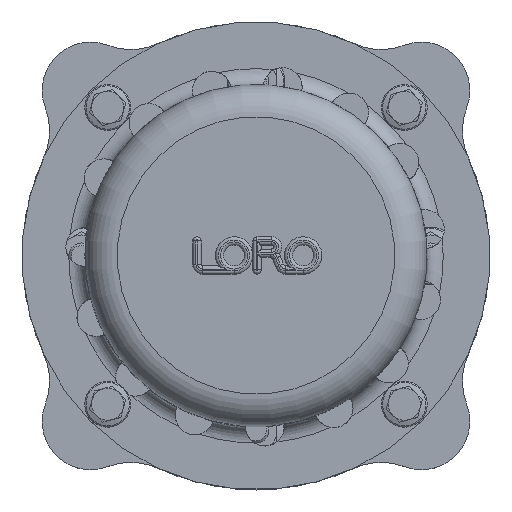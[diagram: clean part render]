
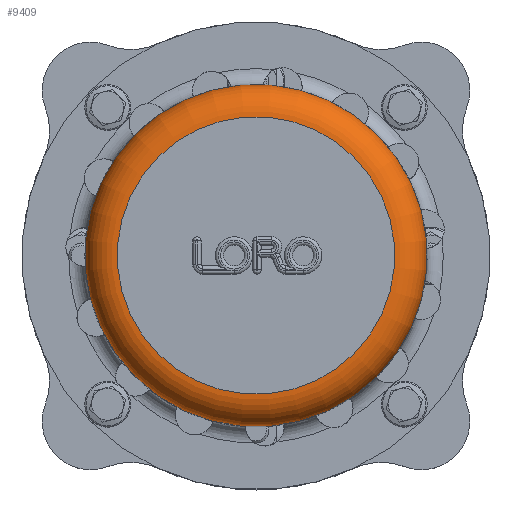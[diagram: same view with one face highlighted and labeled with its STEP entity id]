
A CAD part, top view. The second image highlights one B-rep face of the part: STEP entity #9409.
In plain terms, the highlighted toroidal (fillet/blend) face has major radius 430 mm and minor radius 100 mm.
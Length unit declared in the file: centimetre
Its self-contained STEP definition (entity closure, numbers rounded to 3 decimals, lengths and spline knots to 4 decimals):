
#2477=FACE_OUTER_BOUND('',#3088,.T.);
#3088=EDGE_LOOP('',(#8505,#8506,#8507,#8508));
#3605=CIRCLE('',#10449,53.);
#3606=CIRCLE('',#10450,10.);
#3607=CIRCLE('',#10451,43.);
#4518=VERTEX_POINT('',#19398);
#4519=VERTEX_POINT('',#19400);
#5902=EDGE_CURVE('',#4518,#4518,#3605,.T.);
#5903=EDGE_CURVE('',#4518,#4519,#3606,.T.);
#5904=EDGE_CURVE('',#4519,#4519,#3607,.T.);
#8505=ORIENTED_EDGE('',*,*,#5902,.T.);
#8506=ORIENTED_EDGE('',*,*,#5903,.T.);
#8507=ORIENTED_EDGE('',*,*,#5904,.T.);
#8508=ORIENTED_EDGE('',*,*,#5903,.F.);
#8890=TOROIDAL_SURFACE('',#10448,43.,10.);
#9409=ADVANCED_FACE('',(#2477),#8890,.T.);
#10448=AXIS2_PLACEMENT_3D('',#19397,#12927,#12928);
#10449=AXIS2_PLACEMENT_3D('',#19399,#12929,#12930);
#10450=AXIS2_PLACEMENT_3D('',#19401,#12931,#12932);
#10451=AXIS2_PLACEMENT_3D('',#19402,#12933,#12934);
#12927=DIRECTION('center_axis',(0.,0.,-1.));
#12928=DIRECTION('ref_axis',(-0.707,0.707,0.));
#12929=DIRECTION('center_axis',(0.,0.,1.));
#12930=DIRECTION('ref_axis',(0.707,-0.707,0.));
#12931=DIRECTION('center_axis',(-0.707,-0.707,0.));
#12932=DIRECTION('ref_axis',(0.707,-0.707,0.));
#12933=DIRECTION('center_axis',(0.,0.,-1.));
#12934=DIRECTION('ref_axis',(0.707,-0.707,0.));
#19397=CARTESIAN_POINT('Origin',(667.8647,428.4055,126.));
#19398=CARTESIAN_POINT('',(705.3413,390.9288,126.));
#19399=CARTESIAN_POINT('Origin',(667.8647,428.4055,126.));
#19400=CARTESIAN_POINT('',(698.2702,397.9999,136.));
#19401=CARTESIAN_POINT('Origin',(698.2702,397.9999,126.));
#19402=CARTESIAN_POINT('Origin',(667.8647,428.4055,136.));
